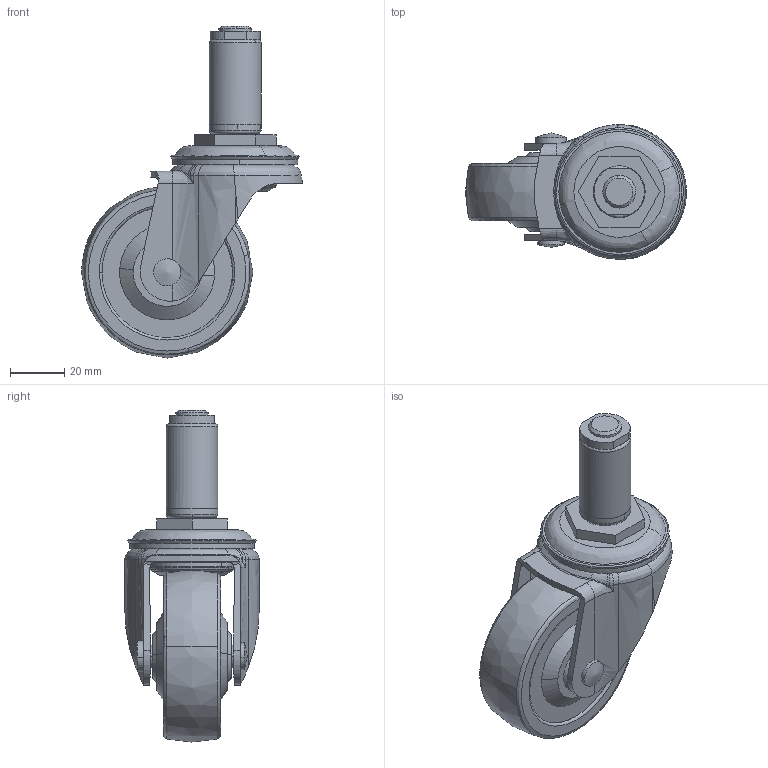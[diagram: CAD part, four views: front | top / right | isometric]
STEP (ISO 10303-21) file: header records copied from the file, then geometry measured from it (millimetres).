
FILE_DESCRIPTION((''),'2;1');
FILE_NAME('','2005-12-15T16:31:33',(''),(''),'','CADfix','');
FILE_SCHEMA(('AUTOMOTIVE_DESIGN'));
Length unit declared in the file: millimetre
Products named in the file (5): wheel; main shaft; body; axle; No_205_d19_21467_36
Assembly tree (4 placements, depth 2):
  No_205_d19_21467_36
    wheel
    main shaft
    body
    axle
Bounding box: 81.25 x 49.5 x 122 mm (x, y, z)
Volume: 103978.4 mm3; surface area: 30595.9 mm2
Topology: 4 solids, 4 shells, 212 faces, 640 edges, 449 vertices
Faces by surface type: bspline 212
Entity records: 9934 total; most frequent: CARTESIAN_POINT 6463, ORIENTED_EDGE 1276, EDGE_CURVE 638, VERTEX_POINT 449, EDGE_LOOP 235, FACE_OUTER_BOUND 212, ADVANCED_FACE 212, QUASI_UNIFORM_CURVE 153
